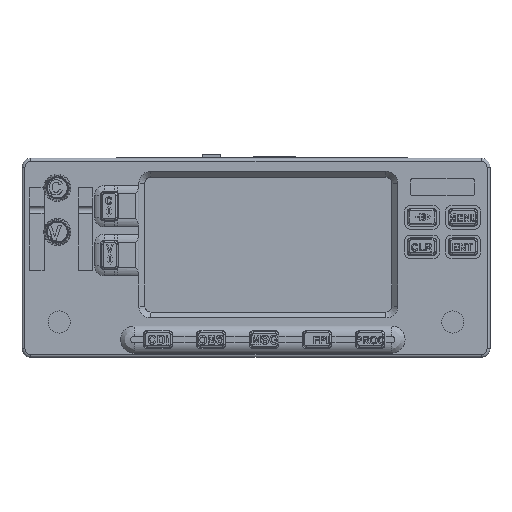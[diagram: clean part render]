
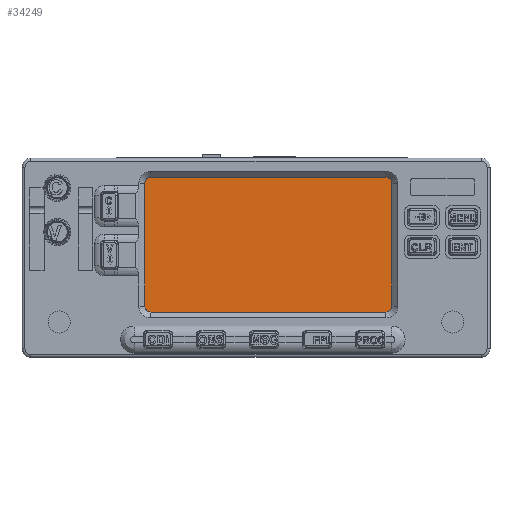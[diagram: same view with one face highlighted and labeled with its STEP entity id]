
A CAD part, front view. The second image highlights one B-rep face of the part: STEP entity #34249.
In plain terms, the highlighted planar face has unit normal (0, -1, 0).
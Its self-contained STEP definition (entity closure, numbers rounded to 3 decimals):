
#2614=PLANE('',#36815);
#3566=FACE_OUTER_BOUND('',#5677,.T.);
#5677=EDGE_LOOP('',(#24886,#24887,#24888,#24889));
#8118=LINE('',#48911,#10735);
#8122=LINE('',#48918,#10739);
#8125=LINE('',#48924,#10742);
#8127=LINE('',#48927,#10744);
#10735=VECTOR('',#40767,10.);
#10739=VECTOR('',#40773,10.);
#10742=VECTOR('',#40778,10.);
#10744=VECTOR('',#40782,10.);
#14798=VERTEX_POINT('',#48908);
#14799=VERTEX_POINT('',#48910);
#14801=VERTEX_POINT('',#48916);
#14803=VERTEX_POINT('',#48922);
#18522=EDGE_CURVE('',#14798,#14799,#8118,.T.);
#18526=EDGE_CURVE('',#14801,#14798,#8122,.T.);
#18529=EDGE_CURVE('',#14803,#14801,#8125,.T.);
#18531=EDGE_CURVE('',#14799,#14803,#8127,.T.);
#24886=ORIENTED_EDGE('',*,*,#18531,.F.);
#24887=ORIENTED_EDGE('',*,*,#18522,.F.);
#24888=ORIENTED_EDGE('',*,*,#18526,.F.);
#24889=ORIENTED_EDGE('',*,*,#18529,.F.);
#34249=ADVANCED_FACE('',(#3566),#2614,.F.);
#36815=AXIS2_PLACEMENT_3D('',#48928,#40783,#40784);
#40767=DIRECTION('',(-1.,0.,0.));
#40773=DIRECTION('',(0.,0.,-1.));
#40778=DIRECTION('',(1.,0.,0.));
#40782=DIRECTION('',(0.,0.,1.));
#40783=DIRECTION('center_axis',(0.,1.,0.));
#40784=DIRECTION('ref_axis',(0.,0.,1.));
#48908=CARTESIAN_POINT('',(46.55,-4.5,-26.275));
#48910=CARTESIAN_POINT('',(-41.3,-4.5,-26.275));
#48911=CARTESIAN_POINT('',(-19.338,-4.5,-26.275));
#48916=CARTESIAN_POINT('',(46.55,-4.5,26.275));
#48918=CARTESIAN_POINT('',(46.55,-4.5,-13.138));
#48922=CARTESIAN_POINT('',(-41.3,-4.5,26.275));
#48924=CARTESIAN_POINT('',(24.588,-4.5,26.275));
#48927=CARTESIAN_POINT('',(-41.3,-4.5,13.138));
#48928=CARTESIAN_POINT('Origin',(2.625,-4.5,0.));
